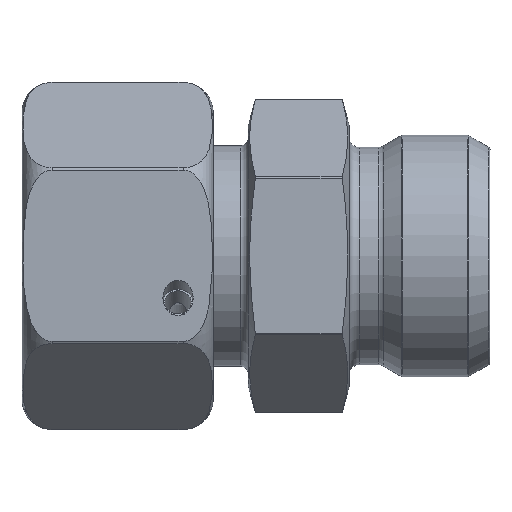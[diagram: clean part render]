
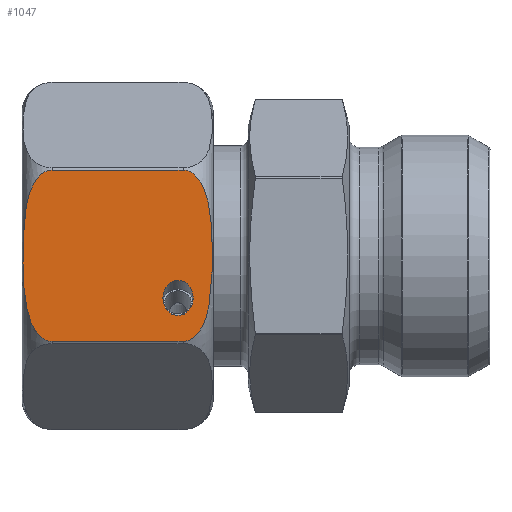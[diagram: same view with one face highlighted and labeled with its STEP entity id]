
A CAD part, top view. The second image highlights one B-rep face of the part: STEP entity #1047.
In plain terms, the highlighted face is planar.
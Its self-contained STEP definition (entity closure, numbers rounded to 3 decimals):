
#544=ELLIPSE('',#5258,1.732,1.5);
#691=FACE_BOUND('',#1618,.T.);
#692=FACE_BOUND('',#1619,.T.);
#794=PLANE('',#5259);
#1047=ADVANCED_FACE('',(#691,#692),#794,.F.);
#1618=EDGE_LOOP('',(#2637));
#1619=EDGE_LOOP('',(#2638,#2639,#2640,#2641));
#2039=B_SPLINE_CURVE_WITH_KNOTS('',3,(#7757,#7758,#7759,#7760,#7761,#7762,
#7763,#7764,#7765,#7766,#7767,#7768,#7769,#7770),.UNSPECIFIED.,.F.,.F.,
(4,2,2,2,2,2,4),(0.,0.125,0.25,0.5,0.75,0.875,1.),.UNSPECIFIED.);
#2049=B_SPLINE_CURVE_WITH_KNOTS('',3,(#7954,#7955,#7956,#7957,#7958,#7959,
#7960,#7961,#7962,#7963,#7964,#7965,#7966,#7967),.UNSPECIFIED.,.F.,.F.,
(4,2,2,2,2,2,4),(0.,0.125,0.25,0.5,0.75,0.875,1.),.UNSPECIFIED.);
#2637=ORIENTED_EDGE('',*,*,#4347,.T.);
#2638=ORIENTED_EDGE('',*,*,#4328,.T.);
#2639=ORIENTED_EDGE('',*,*,#4302,.T.);
#2640=ORIENTED_EDGE('',*,*,#4317,.T.);
#2641=ORIENTED_EDGE('',*,*,#4335,.T.);
#3826=VERTEX_POINT('',#7756);
#3827=VERTEX_POINT('',#7771);
#3839=VERTEX_POINT('',#7853);
#3847=VERTEX_POINT('',#7877);
#3859=VERTEX_POINT('',#8014);
#4302=EDGE_CURVE('',#3827,#3826,#2039,.T.);
#4317=EDGE_CURVE('',#3826,#3839,#4730,.T.);
#4328=EDGE_CURVE('',#3847,#3827,#4738,.T.);
#4335=EDGE_CURVE('',#3839,#3847,#2049,.T.);
#4347=EDGE_CURVE('',#3859,#3859,#544,.T.);
#4730=LINE('',#7854,#4932);
#4738=LINE('',#7876,#4940);
#4932=VECTOR('',#5678,1.);
#4940=VECTOR('',#5700,1.);
#5258=AXIS2_PLACEMENT_3D('',#8013,#5741,#5742);
#5259=AXIS2_PLACEMENT_3D('',#8015,#5743,#5744);
#5678=DIRECTION('',(1.,0.,0.));
#5700=DIRECTION('',(-1.,0.,0.));
#5741=DIRECTION('',(0.,0.5,-0.866));
#5742=DIRECTION('',(0.,-0.866,-0.5));
#5743=DIRECTION('',(0.,0.5,-0.866));
#5744=DIRECTION('',(0.,0.866,0.5));
#7756=CARTESIAN_POINT('',(3.,-14.877,8.731));
#7757=CARTESIAN_POINT('',(3.,-0.123,17.25));
#7758=CARTESIAN_POINT('',(2.173,-0.123,17.25));
#7759=CARTESIAN_POINT('',(1.522,-0.722,16.904));
#7760=CARTESIAN_POINT('',(0.752,-1.956,16.191));
#7761=CARTESIAN_POINT('',(0.543,-2.649,15.791));
#7762=CARTESIAN_POINT('',(0.124,-4.704,14.604));
#7763=CARTESIAN_POINT('',(0.095,-6.11,13.793));
#7764=CARTESIAN_POINT('',(0.096,-8.905,12.179));
#7765=CARTESIAN_POINT('',(0.125,-10.315,11.365));
#7766=CARTESIAN_POINT('',(0.549,-12.373,10.177));
#7767=CARTESIAN_POINT('',(0.757,-13.058,9.781));
#7768=CARTESIAN_POINT('',(1.534,-14.291,9.07));
#7769=CARTESIAN_POINT('',(2.18,-14.877,8.731));
#7770=CARTESIAN_POINT('',(3.,-14.877,8.731));
#7771=CARTESIAN_POINT('',(3.,-0.123,17.25));
#7853=CARTESIAN_POINT('',(16.,-14.877,8.731));
#7854=CARTESIAN_POINT('',(0.,-14.877,8.731));
#7876=CARTESIAN_POINT('',(0.,-0.123,17.25));
#7877=CARTESIAN_POINT('',(16.,-0.123,17.25));
#7954=CARTESIAN_POINT('',(16.,-14.877,8.731));
#7955=CARTESIAN_POINT('',(16.827,-14.877,8.731));
#7956=CARTESIAN_POINT('',(17.478,-14.278,9.077));
#7957=CARTESIAN_POINT('',(18.248,-13.044,9.79));
#7958=CARTESIAN_POINT('',(18.457,-12.351,10.19));
#7959=CARTESIAN_POINT('',(18.876,-10.296,11.376));
#7960=CARTESIAN_POINT('',(18.905,-8.89,12.188));
#7961=CARTESIAN_POINT('',(18.904,-6.095,13.802));
#7962=CARTESIAN_POINT('',(18.875,-4.685,14.616));
#7963=CARTESIAN_POINT('',(18.451,-2.627,15.804));
#7964=CARTESIAN_POINT('',(18.243,-1.942,16.2));
#7965=CARTESIAN_POINT('',(17.466,-0.709,16.911));
#7966=CARTESIAN_POINT('',(16.82,-0.123,17.25));
#7967=CARTESIAN_POINT('',(16.,-0.123,17.25));
#8013=CARTESIAN_POINT('',(15.5,-11.123,10.899));
#8014=CARTESIAN_POINT('',(15.5,-12.623,10.033));
#8015=CARTESIAN_POINT('',(25.,0.,17.321));
